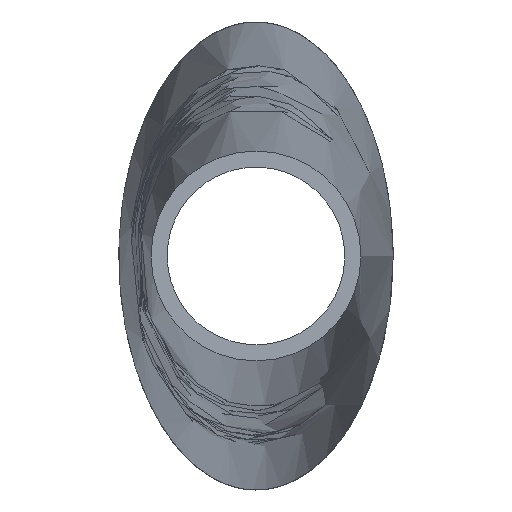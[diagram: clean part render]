
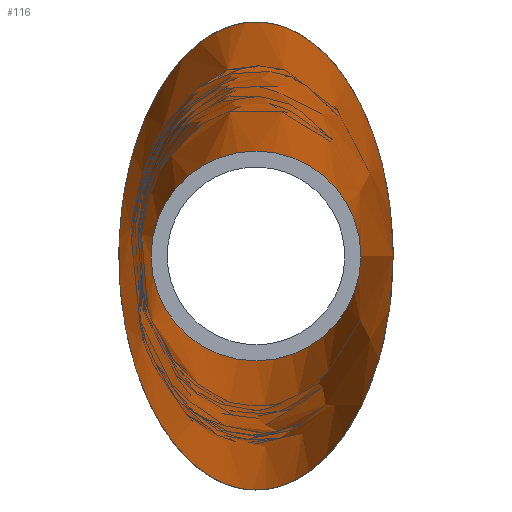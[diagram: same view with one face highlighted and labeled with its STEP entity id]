
A CAD part, left-side view. The second image highlights one B-rep face of the part: STEP entity #116.
In plain terms, the highlighted free-form (B-spline) face has degree [3, 3] with [18, 4] control points.
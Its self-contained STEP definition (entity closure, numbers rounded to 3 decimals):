
#13=CIRCLE('',#139,6.5);
#17=B_SPLINE_SURFACE_WITH_KNOTS('',3,3,((#328,#329,#330,#331),(#332,#333,
#334,#335),(#336,#337,#338,#339),(#340,#341,#342,#343),(#344,#345,#346,
#347),(#348,#349,#350,#351),(#352,#353,#354,#355),(#356,#357,#358,#359),
(#360,#361,#362,#363),(#364,#365,#366,#367),(#368,#369,#370,#371),(#372,
#373,#374,#375),(#376,#377,#378,#379),(#380,#381,#382,#383),(#384,#385,
#386,#387),(#388,#389,#390,#391),(#392,#393,#394,#395),(#396,#397,#398,
#399)),.UNSPECIFIED.,.T.,.F.,.F.,(4,1,1,1,1,1,1,1,1,1,1,1,1,1,1,4),(4,4),
(0.,0.071,0.143,0.19,0.286,
0.31,0.333,0.429,0.524,
0.571,0.619,0.714,0.786,
0.857,0.929,1.),(0.,1.),.UNSPECIFIED.);
#37=FACE_OUTER_BOUND('',#49,.T.);
#49=EDGE_LOOP('',(#103,#104,#105,#106));
#53=LINE('',#400,#57);
#57=VECTOR('',#167,305.007);
#62=ELLIPSE('',#141,14.5,8.5);
#69=VERTEX_POINT('',#323);
#70=VERTEX_POINT('',#326);
#80=EDGE_CURVE('',#69,#69,#13,.T.);
#81=EDGE_CURVE('',#70,#70,#62,.T.);
#82=EDGE_CURVE('',#70,#69,#53,.T.);
#103=ORIENTED_EDGE('',*,*,#81,.F.);
#104=ORIENTED_EDGE('',*,*,#82,.T.);
#105=ORIENTED_EDGE('',*,*,#80,.T.);
#106=ORIENTED_EDGE('',*,*,#82,.F.);
#116=ADVANCED_FACE('',(#37),#17,.F.);
#139=AXIS2_PLACEMENT_3D('',#324,#161,#162);
#141=AXIS2_PLACEMENT_3D('',#327,#165,#166);
#161=DIRECTION('center_axis',(1.,0.,0.));
#162=DIRECTION('ref_axis',(0.,1.,0.));
#165=DIRECTION('center_axis',(1.,0.,0.));
#166=DIRECTION('ref_axis',(0.,0.,1.));
#167=DIRECTION('',(-1.,0.007,0.));
#323=CARTESIAN_POINT('',(-450.,-6.5,0.));
#324=CARTESIAN_POINT('Origin',(-450.,0.,0.));
#326=CARTESIAN_POINT('',(-145.,-8.5,0.));
#327=CARTESIAN_POINT('Origin',(-145.,0.,0.));
#328=CARTESIAN_POINT('Ctrl Pts',(-145.,-8.5,0.));
#329=CARTESIAN_POINT('Ctrl Pts',(-246.667,-7.833,0.));
#330=CARTESIAN_POINT('Ctrl Pts',(-348.333,-7.167,0.));
#331=CARTESIAN_POINT('Ctrl Pts',(-450.,-6.5,0.));
#332=CARTESIAN_POINT('Ctrl Pts',(-145.,-8.5,-2.169));
#333=CARTESIAN_POINT('Ctrl Pts',(-246.667,-7.833,-1.771));
#334=CARTESIAN_POINT('Ctrl Pts',(-348.333,-7.167,-1.371));
#335=CARTESIAN_POINT('Ctrl Pts',(-450.,-6.5,-0.972));
#336=CARTESIAN_POINT('Ctrl Pts',(-145.,-7.92,-6.509));
#337=CARTESIAN_POINT('Ctrl Pts',(-246.667,-7.299,-5.311));
#338=CARTESIAN_POINT('Ctrl Pts',(-348.333,-6.678,-4.115));
#339=CARTESIAN_POINT('Ctrl Pts',(-450.,-6.057,-2.918));
#340=CARTESIAN_POINT('Ctrl Pts',(-145.,-5.751,-11.138));
#341=CARTESIAN_POINT('Ctrl Pts',(-246.667,-5.3,-9.089));
#342=CARTESIAN_POINT('Ctrl Pts',(-348.333,-4.849,-7.041));
#343=CARTESIAN_POINT('Ctrl Pts',(-450.,-4.398,-4.993));
#344=CARTESIAN_POINT('Ctrl Pts',(-145.,-2.41,-14.437));
#345=CARTESIAN_POINT('Ctrl Pts',(-246.667,-2.221,-11.782));
#346=CARTESIAN_POINT('Ctrl Pts',(-348.333,-2.032,-9.127));
#347=CARTESIAN_POINT('Ctrl Pts',(-450.,-1.843,-6.472));
#348=CARTESIAN_POINT('Ctrl Pts',(-145.,0.68,-14.841));
#349=CARTESIAN_POINT('Ctrl Pts',(-246.667,0.627,-12.111));
#350=CARTESIAN_POINT('Ctrl Pts',(-348.333,0.573,-9.383));
#351=CARTESIAN_POINT('Ctrl Pts',(-450.,0.52,-6.653));
#352=CARTESIAN_POINT('Ctrl Pts',(-145.,3.116,-13.55));
#353=CARTESIAN_POINT('Ctrl Pts',(-246.667,2.872,-11.059));
#354=CARTESIAN_POINT('Ctrl Pts',(-348.333,2.628,-8.565));
#355=CARTESIAN_POINT('Ctrl Pts',(-450.,2.383,-6.074));
#356=CARTESIAN_POINT('Ctrl Pts',(-145.,5.416,-11.67));
#357=CARTESIAN_POINT('Ctrl Pts',(-246.667,4.991,-9.523));
#358=CARTESIAN_POINT('Ctrl Pts',(-348.333,4.567,-7.377));
#359=CARTESIAN_POINT('Ctrl Pts',(-450.,4.142,-5.231));
#360=CARTESIAN_POINT('Ctrl Pts',(-145.,8.13,-6.681));
#361=CARTESIAN_POINT('Ctrl Pts',(-246.667,7.493,-5.453));
#362=CARTESIAN_POINT('Ctrl Pts',(-348.333,6.855,-4.223));
#363=CARTESIAN_POINT('Ctrl Pts',(-450.,6.217,-2.995));
#364=CARTESIAN_POINT('Ctrl Pts',(-145.,8.791,0.798));
#365=CARTESIAN_POINT('Ctrl Pts',(-246.667,8.101,0.652));
#366=CARTESIAN_POINT('Ctrl Pts',(-348.333,7.412,0.505));
#367=CARTESIAN_POINT('Ctrl Pts',(-450.,6.722,0.358));
#368=CARTESIAN_POINT('Ctrl Pts',(-145.,7.771,6.383));
#369=CARTESIAN_POINT('Ctrl Pts',(-246.667,7.162,5.209));
#370=CARTESIAN_POINT('Ctrl Pts',(-348.333,6.552,4.035));
#371=CARTESIAN_POINT('Ctrl Pts',(-450.,5.943,2.861));
#372=CARTESIAN_POINT('Ctrl Pts',(-145.,5.846,11.229));
#373=CARTESIAN_POINT('Ctrl Pts',(-246.667,5.388,9.164));
#374=CARTESIAN_POINT('Ctrl Pts',(-348.333,4.929,7.099));
#375=CARTESIAN_POINT('Ctrl Pts',(-450.,4.471,5.034));
#376=CARTESIAN_POINT('Ctrl Pts',(-145.,2.393,14.627));
#377=CARTESIAN_POINT('Ctrl Pts',(-246.667,2.206,11.937));
#378=CARTESIAN_POINT('Ctrl Pts',(-348.333,2.018,9.247));
#379=CARTESIAN_POINT('Ctrl Pts',(-450.,1.83,6.557));
#380=CARTESIAN_POINT('Ctrl Pts',(-145.,-1.957,14.616));
#381=CARTESIAN_POINT('Ctrl Pts',(-246.667,-1.803,11.928));
#382=CARTESIAN_POINT('Ctrl Pts',(-348.333,-1.65,9.24));
#383=CARTESIAN_POINT('Ctrl Pts',(-450.,-1.496,6.552));
#384=CARTESIAN_POINT('Ctrl Pts',(-145.,-5.48,11.726));
#385=CARTESIAN_POINT('Ctrl Pts',(-246.667,-5.05,9.569));
#386=CARTESIAN_POINT('Ctrl Pts',(-348.333,-4.62,7.413));
#387=CARTESIAN_POINT('Ctrl Pts',(-450.,-4.19,5.256));
#388=CARTESIAN_POINT('Ctrl Pts',(-145.,-7.92,6.505));
#389=CARTESIAN_POINT('Ctrl Pts',(-246.667,-7.299,5.309));
#390=CARTESIAN_POINT('Ctrl Pts',(-348.333,-6.678,4.112));
#391=CARTESIAN_POINT('Ctrl Pts',(-450.,-6.056,2.916));
#392=CARTESIAN_POINT('Ctrl Pts',(-145.,-8.5,2.169));
#393=CARTESIAN_POINT('Ctrl Pts',(-246.667,-7.833,1.77));
#394=CARTESIAN_POINT('Ctrl Pts',(-348.333,-7.167,1.371));
#395=CARTESIAN_POINT('Ctrl Pts',(-450.,-6.5,0.972));
#396=CARTESIAN_POINT('Ctrl Pts',(-145.,-8.5,0.));
#397=CARTESIAN_POINT('Ctrl Pts',(-246.667,-7.833,0.));
#398=CARTESIAN_POINT('Ctrl Pts',(-348.333,-7.167,0.));
#399=CARTESIAN_POINT('Ctrl Pts',(-450.,-6.5,0.));
#400=CARTESIAN_POINT('',(-145.,-8.5,0.));
